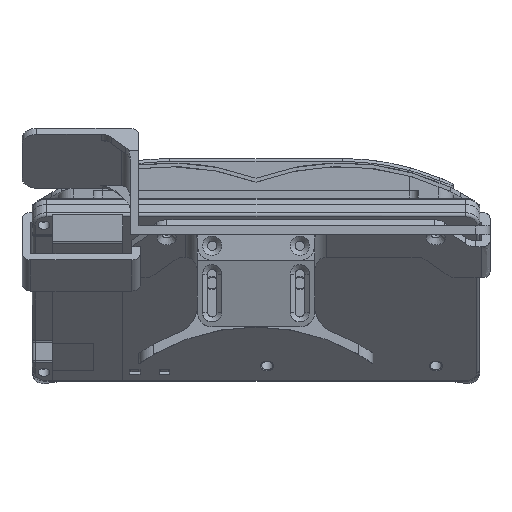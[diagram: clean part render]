
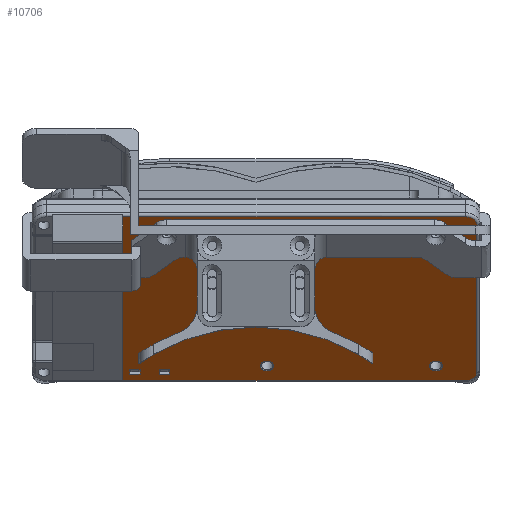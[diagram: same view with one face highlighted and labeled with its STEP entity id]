
A CAD part, top view. The second image highlights one B-rep face of the part: STEP entity #10706.
In plain terms, the highlighted planar face has unit normal (0, -0.707, 0.707).
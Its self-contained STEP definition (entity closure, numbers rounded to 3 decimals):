
#174=FACE_BOUND('',#1881,.T.);
#175=FACE_BOUND('',#1882,.T.);
#176=FACE_BOUND('',#1883,.T.);
#177=FACE_BOUND('',#1884,.T.);
#178=FACE_BOUND('',#1885,.T.);
#179=FACE_BOUND('',#1886,.T.);
#180=FACE_BOUND('',#1887,.T.);
#379=CIRCLE('',#11480,2.3);
#382=CIRCLE('',#11484,4.);
#383=CIRCLE('',#11485,4.);
#384=CIRCLE('',#11486,2.3);
#385=CIRCLE('',#11487,2.3);
#386=CIRCLE('',#11488,2.3);
#387=CIRCLE('',#11489,2.3);
#752=PLANE('',#11483);
#1218=FACE_OUTER_BOUND('',#1880,.T.);
#1880=EDGE_LOOP('',(#8264,#8265,#8266,#8267,#8268,#8269));
#1881=EDGE_LOOP('',(#8270));
#1882=EDGE_LOOP('',(#8271));
#1883=EDGE_LOOP('',(#8272,#8273,#8274,#8275));
#1884=EDGE_LOOP('',(#8276,#8277,#8278,#8279));
#1885=EDGE_LOOP('',(#8280));
#1886=EDGE_LOOP('',(#8281));
#1887=EDGE_LOOP('',(#8282));
#2643=LINE('',#17848,#3666);
#2644=LINE('',#17850,#3667);
#2645=LINE('',#17852,#3668);
#2646=LINE('',#17856,#3669);
#2647=LINE('',#17864,#3670);
#2648=LINE('',#17866,#3671);
#2649=LINE('',#17868,#3672);
#2650=LINE('',#17869,#3673);
#2651=LINE('',#17872,#3674);
#2652=LINE('',#17874,#3675);
#2653=LINE('',#17876,#3676);
#2654=LINE('',#17877,#3677);
#3666=VECTOR('',#13184,10.);
#3667=VECTOR('',#13185,10.);
#3668=VECTOR('',#13186,10.);
#3669=VECTOR('',#13189,10.);
#3670=VECTOR('',#13196,10.);
#3671=VECTOR('',#13197,10.);
#3672=VECTOR('',#13198,10.);
#3673=VECTOR('',#13199,10.);
#3674=VECTOR('',#13200,10.);
#3675=VECTOR('',#13201,10.);
#3676=VECTOR('',#13202,10.);
#3677=VECTOR('',#13203,10.);
#4878=VERTEX_POINT('',#17840);
#4880=VERTEX_POINT('',#17846);
#4881=VERTEX_POINT('',#17847);
#4882=VERTEX_POINT('',#17849);
#4883=VERTEX_POINT('',#17851);
#4884=VERTEX_POINT('',#17853);
#4885=VERTEX_POINT('',#17855);
#4886=VERTEX_POINT('',#17858);
#4887=VERTEX_POINT('',#17860);
#4888=VERTEX_POINT('',#17862);
#4889=VERTEX_POINT('',#17863);
#4890=VERTEX_POINT('',#17865);
#4891=VERTEX_POINT('',#17867);
#4892=VERTEX_POINT('',#17870);
#4893=VERTEX_POINT('',#17871);
#4894=VERTEX_POINT('',#17873);
#4895=VERTEX_POINT('',#17875);
#4896=VERTEX_POINT('',#17878);
#4897=VERTEX_POINT('',#17880);
#6103=EDGE_CURVE('',#4878,#4878,#379,.T.);
#6106=EDGE_CURVE('',#4880,#4881,#2643,.T.);
#6107=EDGE_CURVE('',#4880,#4882,#2644,.T.);
#6108=EDGE_CURVE('',#4883,#4882,#2645,.T.);
#6109=EDGE_CURVE('',#4884,#4883,#382,.T.);
#6110=EDGE_CURVE('',#4885,#4884,#2646,.T.);
#6111=EDGE_CURVE('',#4881,#4885,#383,.T.);
#6112=EDGE_CURVE('',#4886,#4886,#384,.T.);
#6113=EDGE_CURVE('',#4887,#4887,#385,.T.);
#6114=EDGE_CURVE('',#4888,#4889,#2647,.T.);
#6115=EDGE_CURVE('',#4889,#4890,#2648,.T.);
#6116=EDGE_CURVE('',#4890,#4891,#2649,.T.);
#6117=EDGE_CURVE('',#4891,#4888,#2650,.T.);
#6118=EDGE_CURVE('',#4892,#4893,#2651,.T.);
#6119=EDGE_CURVE('',#4893,#4894,#2652,.T.);
#6120=EDGE_CURVE('',#4894,#4895,#2653,.T.);
#6121=EDGE_CURVE('',#4895,#4892,#2654,.T.);
#6122=EDGE_CURVE('',#4896,#4896,#386,.T.);
#6123=EDGE_CURVE('',#4897,#4897,#387,.T.);
#8264=ORIENTED_EDGE('',*,*,#6106,.F.);
#8265=ORIENTED_EDGE('',*,*,#6107,.T.);
#8266=ORIENTED_EDGE('',*,*,#6108,.F.);
#8267=ORIENTED_EDGE('',*,*,#6109,.F.);
#8268=ORIENTED_EDGE('',*,*,#6110,.F.);
#8269=ORIENTED_EDGE('',*,*,#6111,.F.);
#8270=ORIENTED_EDGE('',*,*,#6112,.F.);
#8271=ORIENTED_EDGE('',*,*,#6113,.F.);
#8272=ORIENTED_EDGE('',*,*,#6114,.T.);
#8273=ORIENTED_EDGE('',*,*,#6115,.T.);
#8274=ORIENTED_EDGE('',*,*,#6116,.T.);
#8275=ORIENTED_EDGE('',*,*,#6117,.T.);
#8276=ORIENTED_EDGE('',*,*,#6118,.T.);
#8277=ORIENTED_EDGE('',*,*,#6119,.T.);
#8278=ORIENTED_EDGE('',*,*,#6120,.T.);
#8279=ORIENTED_EDGE('',*,*,#6121,.T.);
#8280=ORIENTED_EDGE('',*,*,#6122,.F.);
#8281=ORIENTED_EDGE('',*,*,#6123,.F.);
#8282=ORIENTED_EDGE('',*,*,#6103,.F.);
#10706=ADVANCED_FACE('',(#1218,#174,#175,#176,#177,#178,#179,#180),#752,
 .T.);
#11480=AXIS2_PLACEMENT_3D('',#17841,#13176,#13177);
#11483=AXIS2_PLACEMENT_3D('',#17845,#13182,#13183);
#11484=AXIS2_PLACEMENT_3D('',#17854,#13187,#13188);
#11485=AXIS2_PLACEMENT_3D('',#17857,#13190,#13191);
#11486=AXIS2_PLACEMENT_3D('',#17859,#13192,#13193);
#11487=AXIS2_PLACEMENT_3D('',#17861,#13194,#13195);
#11488=AXIS2_PLACEMENT_3D('',#17879,#13204,#13205);
#11489=AXIS2_PLACEMENT_3D('',#17881,#13206,#13207);
#13176=DIRECTION('center_axis',(0.,-0.707,
0.707));
#13177=DIRECTION('ref_axis',(1.,0.,0.));
#13182=DIRECTION('center_axis',(0.,-0.707,
0.707));
#13183=DIRECTION('ref_axis',(1.,0.,0.));
#13184=DIRECTION('',(1.,0.,0.));
#13185=DIRECTION('',(0.,-0.707,-0.707));
#13186=DIRECTION('',(-1.,0.,0.));
#13187=DIRECTION('center_axis',(0.,0.707,
-0.707));
#13188=DIRECTION('ref_axis',(0.707,-0.5,-0.5));
#13189=DIRECTION('',(0.,-0.707,-0.707));
#13190=DIRECTION('center_axis',(0.,0.707,
-0.707));
#13191=DIRECTION('ref_axis',(0.707,0.5,0.5));
#13192=DIRECTION('center_axis',(0.,-0.707,
0.707));
#13193=DIRECTION('ref_axis',(1.,0.,0.));
#13194=DIRECTION('center_axis',(0.,-0.707,
0.707));
#13195=DIRECTION('ref_axis',(1.,0.,0.));
#13196=DIRECTION('',(0.,-0.707,-0.707));
#13197=DIRECTION('',(-1.,0.,0.));
#13198=DIRECTION('',(0.,0.707,0.707));
#13199=DIRECTION('',(1.,0.,0.));
#13200=DIRECTION('',(1.,0.,0.));
#13201=DIRECTION('',(0.,-0.707,-0.707));
#13202=DIRECTION('',(-1.,0.,0.));
#13203=DIRECTION('',(0.,0.707,0.707));
#13204=DIRECTION('center_axis',(0.,-0.707,
0.707));
#13205=DIRECTION('ref_axis',(1.,0.,0.));
#13206=DIRECTION('center_axis',(0.,-0.707,
0.707));
#13207=DIRECTION('ref_axis',(1.,0.,0.));
#17840=CARTESIAN_POINT('',(59.2,-54.567,-46.94));
#17841=CARTESIAN_POINT('Origin',(61.5,-54.567,-46.94));
#17845=CARTESIAN_POINT('Origin',(0.,-31.586,
-23.959));
#17846=CARTESIAN_POINT('',(-45.5,-3.655,3.972));
#17847=CARTESIAN_POINT('',(71.5,-3.655,3.972));
#17848=CARTESIAN_POINT('',(35.75,-3.655,3.972));
#17849=CARTESIAN_POINT('',(-45.5,-59.516,-51.89));
#17850=CARTESIAN_POINT('',(-45.5,-45.905,-38.278));
#17851=CARTESIAN_POINT('',(71.5,-59.516,-51.89));
#17852=CARTESIAN_POINT('',(-35.75,-59.516,-51.89));
#17853=CARTESIAN_POINT('',(75.5,-56.688,-49.061));
#17854=CARTESIAN_POINT('Origin',(71.5,-56.688,-49.061));
#17855=CARTESIAN_POINT('',(75.5,-6.483,1.143));
#17856=CARTESIAN_POINT('',(75.5,-44.137,-36.51));
#17857=CARTESIAN_POINT('Origin',(71.5,-6.483,1.143));
#17858=CARTESIAN_POINT('',(1.5,-54.567,-46.94));
#17859=CARTESIAN_POINT('Origin',(3.8,-54.567,-46.94));
#17860=CARTESIAN_POINT('',(1.5,-8.605,-0.978));
#17861=CARTESIAN_POINT('Origin',(3.8,-8.605,-0.978));
#17862=CARTESIAN_POINT('',(-39.651,-55.804,-48.177));
#17863=CARTESIAN_POINT('',(-39.651,-57.36,-49.733));
#17864=CARTESIAN_POINT('',(-39.651,-44.473,-36.846));
#17865=CARTESIAN_POINT('',(-43.151,-57.36,-49.733));
#17866=CARTESIAN_POINT('',(-21.576,-57.36,-49.733));
#17867=CARTESIAN_POINT('',(-43.151,-55.804,-48.177));
#17868=CARTESIAN_POINT('',(-43.151,-43.695,-36.068));
#17869=CARTESIAN_POINT('',(-19.826,-55.804,-48.177));
#17870=CARTESIAN_POINT('',(-33.151,-55.804,-48.177));
#17871=CARTESIAN_POINT('',(-29.651,-55.804,-48.177));
#17872=CARTESIAN_POINT('',(-14.826,-55.804,-48.177));
#17873=CARTESIAN_POINT('',(-29.651,-57.36,-49.733));
#17874=CARTESIAN_POINT('',(-29.651,-44.473,-36.846));
#17875=CARTESIAN_POINT('',(-33.151,-57.36,-49.733));
#17876=CARTESIAN_POINT('',(-16.576,-57.36,-49.733));
#17877=CARTESIAN_POINT('',(-33.151,-43.695,-36.068));
#17878=CARTESIAN_POINT('',(-32.8,-8.605,-0.978));
#17879=CARTESIAN_POINT('Origin',(-30.5,-8.605,-0.978));
#17880=CARTESIAN_POINT('',(59.2,-8.605,-0.978));
#17881=CARTESIAN_POINT('Origin',(61.5,-8.605,-0.978));
